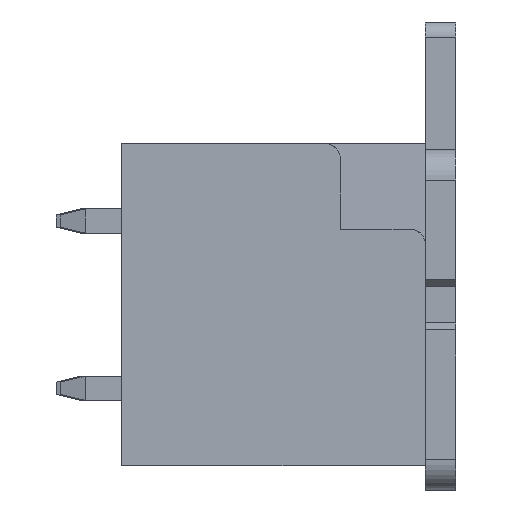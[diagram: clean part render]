
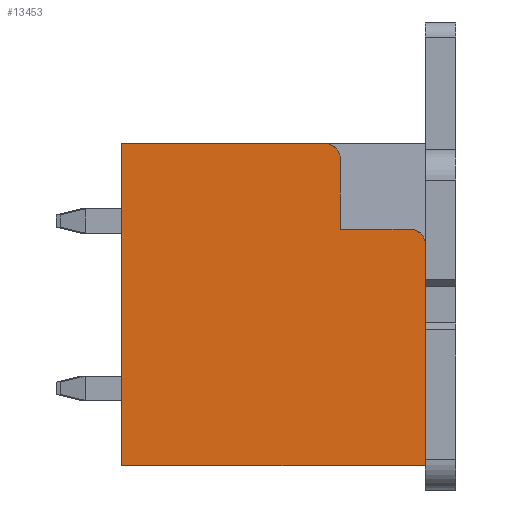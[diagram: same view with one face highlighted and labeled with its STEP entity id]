
A CAD part, left-side view. The second image highlights one B-rep face of the part: STEP entity #13453.
In plain terms, the highlighted planar face has unit normal (-1, 0, 0).
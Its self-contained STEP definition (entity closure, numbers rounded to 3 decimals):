
#646=CIRCLE('',#14525,0.5);
#647=CIRCLE('',#14526,0.5);
#3454=ORIENTED_EDGE('',*,*,#5751,.F.);
#3455=ORIENTED_EDGE('',*,*,#5940,.T.);
#3456=ORIENTED_EDGE('',*,*,#5941,.T.);
#3457=ORIENTED_EDGE('',*,*,#5942,.T.);
#3458=ORIENTED_EDGE('',*,*,#5943,.T.);
#3459=ORIENTED_EDGE('',*,*,#4628,.F.);
#3460=ORIENTED_EDGE('',*,*,#4695,.F.);
#3461=ORIENTED_EDGE('',*,*,#4551,.F.);
#4551=EDGE_CURVE('',#6445,#6446,#7666,.T.);
#4628=EDGE_CURVE('',#6521,#6522,#7740,.T.);
#4695=EDGE_CURVE('',#6446,#6521,#7802,.T.);
#5751=EDGE_CURVE('',#7256,#6445,#8617,.T.);
#5940=EDGE_CURVE('',#7256,#7350,#646,.F.);
#5941=EDGE_CURVE('',#7350,#7351,#8769,.T.);
#5942=EDGE_CURVE('',#7351,#7352,#8770,.T.);
#5943=EDGE_CURVE('',#7352,#6522,#647,.F.);
#6445=VERTEX_POINT('',#18684);
#6446=VERTEX_POINT('',#18686);
#6521=VERTEX_POINT('',#18838);
#6522=VERTEX_POINT('',#18840);
#7256=VERTEX_POINT('',#21163);
#7350=VERTEX_POINT('',#21556);
#7351=VERTEX_POINT('',#21558);
#7352=VERTEX_POINT('',#21560);
#7666=LINE('',#18685,#9192);
#7740=LINE('',#18839,#9266);
#7802=LINE('',#18974,#9328);
#8617=LINE('',#21164,#10143);
#8769=LINE('',#21557,#10295);
#8770=LINE('',#21559,#10296);
#9192=VECTOR('',#14896,1000.);
#9266=VECTOR('',#14978,1000.);
#9328=VECTOR('',#15078,1000.);
#10143=VECTOR('',#17185,1000.);
#10295=VECTOR('',#17615,1000.);
#10296=VECTOR('',#17616,1000.);
#11305=EDGE_LOOP('',(#3454,#3455,#3456,#3457,#3458,#3459,#3460,#3461));
#12170=FACE_BOUND('',#11305,.T.);
#12751=PLANE('',#14524);
#13453=ADVANCED_FACE('',(#12170),#12751,.F.);
#14524=AXIS2_PLACEMENT_3D('',#21554,#17611,#17612);
#14525=AXIS2_PLACEMENT_3D('',#21555,#17613,#17614);
#14526=AXIS2_PLACEMENT_3D('',#21561,#17617,#17618);
#14896=DIRECTION('',(0.,1.,0.));
#14978=DIRECTION('',(0.,-1.,0.));
#15078=DIRECTION('',(0.,0.,1.));
#17185=DIRECTION('',(0.,0.,-1.));
#17611=DIRECTION('',(1.,0.,0.));
#17612=DIRECTION('',(0.,0.,-1.));
#17613=DIRECTION('',(1.,0.,0.));
#17614=DIRECTION('',(0.,0.,-1.));
#17615=DIRECTION('',(0.,1.,0.));
#17616=DIRECTION('',(0.,0.,1.));
#17617=DIRECTION('',(1.,0.,0.));
#17618=DIRECTION('',(0.,0.,-1.));
#18684=CARTESIAN_POINT('',(-15.75,-5.,-5.3));
#18685=CARTESIAN_POINT('',(-15.75,-5.,-5.3));
#18686=CARTESIAN_POINT('',(-15.75,5.,-5.3));
#18838=CARTESIAN_POINT('',(-15.75,5.,5.3));
#18839=CARTESIAN_POINT('',(-15.75,5.,5.3));
#18840=CARTESIAN_POINT('',(-15.75,-1.7,5.3));
#18974=CARTESIAN_POINT('',(-15.75,5.,-5.3));
#21163=CARTESIAN_POINT('',(-15.75,-5.,1.98));
#21164=CARTESIAN_POINT('',(-15.75,-5.,5.3));
#21554=CARTESIAN_POINT('',(-15.75,0.,0.));
#21555=CARTESIAN_POINT('',(-15.75,-4.5,1.98));
#21556=CARTESIAN_POINT('',(-15.75,-4.5,2.48));
#21557=CARTESIAN_POINT('',(-15.75,-5.,2.48));
#21558=CARTESIAN_POINT('',(-15.75,-2.2,2.48));
#21559=CARTESIAN_POINT('',(-15.75,-2.2,2.48));
#21560=CARTESIAN_POINT('',(-15.75,-2.2,4.8));
#21561=CARTESIAN_POINT('',(-15.75,-1.7,4.8));
